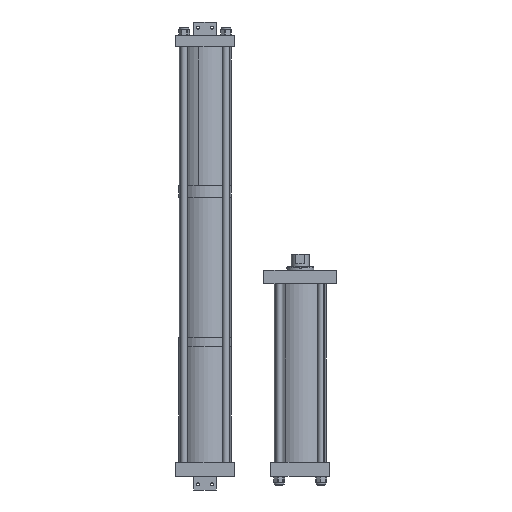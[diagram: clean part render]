
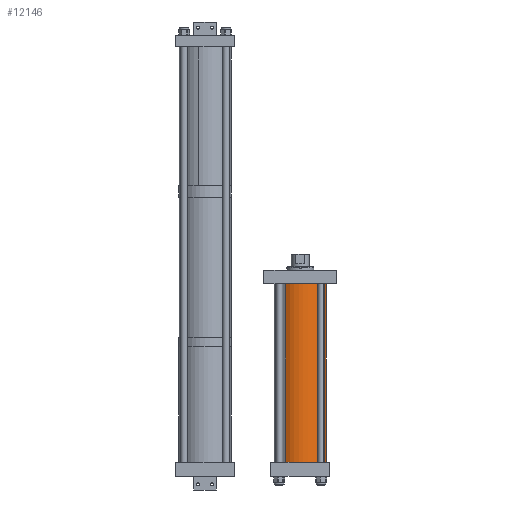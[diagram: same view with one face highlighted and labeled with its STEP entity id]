
A CAD part, front view. The second image highlights one B-rep face of the part: STEP entity #12146.
In plain terms, the highlighted cylindrical face has radius 73.025 mm (diameter 146.05 mm), a partial arc.
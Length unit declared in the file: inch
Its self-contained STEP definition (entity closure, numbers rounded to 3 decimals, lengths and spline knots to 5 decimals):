
#99 = DIRECTION ( 'NONE',  ( 0., 0., -1. ) ) ;
#613 = AXIS2_PLACEMENT_3D ( 'NONE', #9901, #11011, #14687 ) ;
#1140 = CYLINDRICAL_SURFACE ( 'NONE', #613, 2.875 ) ;
#1171 = VERTEX_POINT ( 'NONE', #9176 ) ;
#1713 = FACE_OUTER_BOUND ( 'NONE', #2266, .T. ) ;
#2016 = CARTESIAN_POINT ( 'NONE',  ( -2.875, 0., 19.689 ) ) ;
#2058 = EDGE_CURVE ( 'NONE', #3165, #6349, #11611, .T. ) ;
#2266 = EDGE_LOOP ( 'NONE', ( #11297, #5906, #12393, #11262 ) ) ;
#2899 = DIRECTION ( 'NONE',  ( 1., 0., 0. ) ) ;
#2957 = CARTESIAN_POINT ( 'NONE',  ( 0., 0., 19.689 ) ) ;
#3165 = VERTEX_POINT ( 'NONE', #15485 ) ;
#3326 = AXIS2_PLACEMENT_3D ( 'NONE', #13390, #5075, #6137 ) ;
#3764 = CARTESIAN_POINT ( 'NONE',  ( 2.875, 0., 19.689 ) ) ;
#5075 = DIRECTION ( 'NONE',  ( 0., 0., 1. ) ) ;
#5695 = AXIS2_PLACEMENT_3D ( 'NONE', #2957, #13820, #2899 ) ;
#5843 = CIRCLE ( 'NONE', #3326, 2.875 ) ;
#5906 = ORIENTED_EDGE ( 'NONE', *, *, #13731, .T. ) ;
#5949 = EDGE_CURVE ( 'NONE', #6349, #1171, #13139, .T. ) ;
#6137 = DIRECTION ( 'NONE',  ( 1., 0., 0. ) ) ;
#6349 = VERTEX_POINT ( 'NONE', #7828 ) ;
#6832 = VECTOR ( 'NONE', #99, 39.37008 ) ;
#7828 = CARTESIAN_POINT ( 'NONE',  ( -2.875, 0., 19.689 ) ) ;
#8100 = DIRECTION ( 'NONE',  ( 0., 0., -1. ) ) ;
#8909 = LINE ( 'NONE', #3764, #6832 ) ;
#9156 = VECTOR ( 'NONE', #8100, 39.37008 ) ;
#9176 = CARTESIAN_POINT ( 'NONE',  ( -2.875, 0., 0. ) ) ;
#9901 = CARTESIAN_POINT ( 'NONE',  ( 0., 0., 19.689 ) ) ;
#9910 = VERTEX_POINT ( 'NONE', #11492 ) ;
#11011 = DIRECTION ( 'NONE',  ( 0., 0., -1. ) ) ;
#11262 = ORIENTED_EDGE ( 'NONE', *, *, #5949, .F. ) ;
#11297 = ORIENTED_EDGE ( 'NONE', *, *, #2058, .F. ) ;
#11492 = CARTESIAN_POINT ( 'NONE',  ( 2.875, 0., 0. ) ) ;
#11611 = CIRCLE ( 'NONE', #5695, 2.875 ) ;
#12146 = ADVANCED_FACE ( 'NONE', ( #1713 ), #1140, .T. ) ;
#12393 = ORIENTED_EDGE ( 'NONE', *, *, #15535, .T. ) ;
#13139 = LINE ( 'NONE', #2016, #9156 ) ;
#13390 = CARTESIAN_POINT ( 'NONE',  ( 0., 0., 0. ) ) ;
#13731 = EDGE_CURVE ( 'NONE', #3165, #9910, #8909, .T. ) ;
#13820 = DIRECTION ( 'NONE',  ( 0., 0., 1. ) ) ;
#14687 = DIRECTION ( 'NONE',  ( -1., 0., 0. ) ) ;
#15485 = CARTESIAN_POINT ( 'NONE',  ( 2.875, 0., 19.689 ) ) ;
#15535 = EDGE_CURVE ( 'NONE', #9910, #1171, #5843, .T. ) ;
